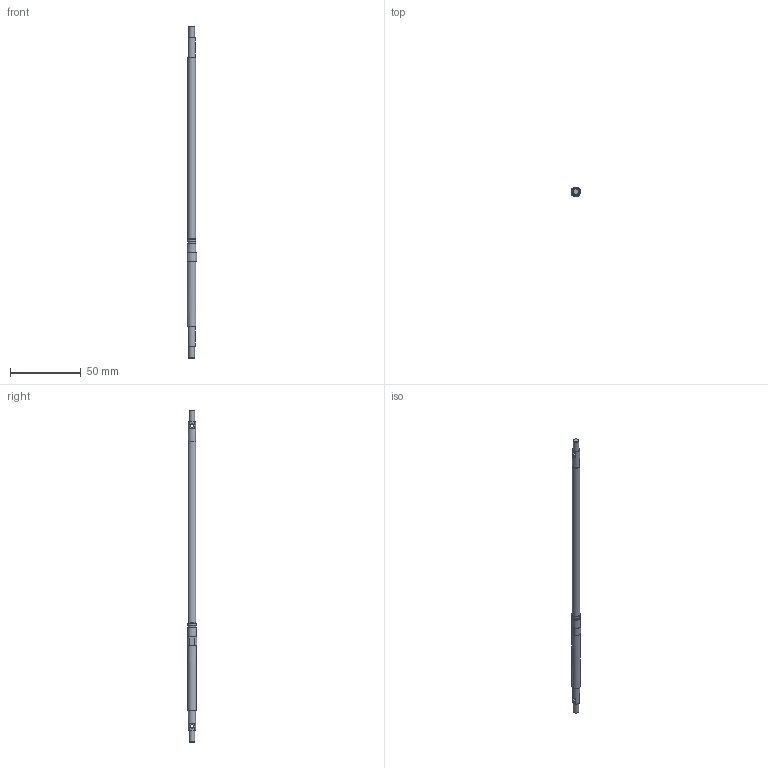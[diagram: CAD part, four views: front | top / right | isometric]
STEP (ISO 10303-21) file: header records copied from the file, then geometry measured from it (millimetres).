
FILE_DESCRIPTION(/* description */ (''),/* implementation_level */ '2;1');
FILE_NAME(/* name */ 'transaxe_ipt_2b56e643.STEP',/* time_stamp */ '2022-06-02T14:50:44+03:00',/* author */ ('Sulieman DAHER'),/* organization */ (''),/* preprocessor_version */ 'ST-DEVELOPER v16.13',/* originating_system */ 'Autodesk Inventor 2018',/* authorisation */ '');
FILE_SCHEMA (('AUTOMOTIVE_DESIGN { 1 0 10303 214 3 1 1 }'));
Length unit declared in the file: millimetre
Products named in the file (1): transaxe
Bounding box: 6.53 x 7 x 233.9 mm (x, y, z)
Volume: 5652.4 mm3; surface area: 4196.9 mm2
Topology: 1 solids, 1 shells, 32 faces, 73 edges, 47 vertices
Faces by surface type: plane 15, cylinder 12, cone 5
Full cylindrical faces by diameter (mm): 2.459 x2, 4 x2, 5 x2, 5.6 x1, 5.7 x1, 6 x3
Entity records: 859 total; most frequent: CARTESIAN_POINT 195, DIRECTION 138, ORIENTED_EDGE 100, AXIS2_PLACEMENT_3D 61, EDGE_LOOP 54, EDGE_CURVE 50, VERTEX_POINT 38, FACE_OUTER_BOUND 32
